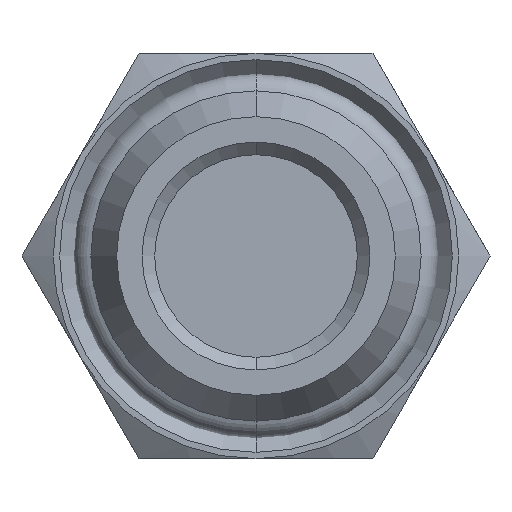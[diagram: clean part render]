
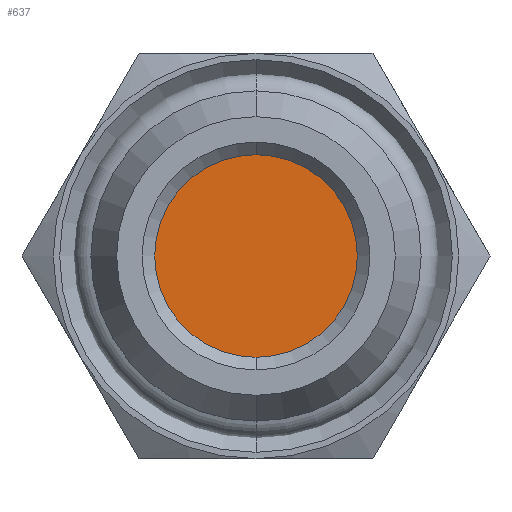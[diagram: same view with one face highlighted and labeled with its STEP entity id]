
A CAD part, front view. The second image highlights one B-rep face of the part: STEP entity #637.
In plain terms, the highlighted planar face has unit normal (0, -1, 0).
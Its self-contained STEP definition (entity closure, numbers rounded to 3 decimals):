
#27=PLANE('',#1365);
#112=FACE_OUTER_BOUND('',#196,.F.);
#196=EDGE_LOOP('',(#352,#353));
#352=ORIENTED_EDGE('',*,*,#970,.F.);
#353=ORIENTED_EDGE('',*,*,#969,.F.);
#637=ADVANCED_FACE('',(#112),#27,.T.);
#887=CIRCLE('',#1276,4.);
#888=CIRCLE('',#1277,4.);
#969=EDGE_CURVE('',#1218,#1217,#887,.T.);
#970=EDGE_CURVE('',#1217,#1218,#888,.T.);
#1217=VERTEX_POINT('',#1909);
#1218=VERTEX_POINT('',#1910);
#1276=AXIS2_PLACEMENT_3D('',#1939,#1461,#1462);
#1277=AXIS2_PLACEMENT_3D('',#1940,#1463,#1464);
#1365=AXIS2_PLACEMENT_3D('',#2282,#1693,#1694);
#1461=DIRECTION('',(0.,-1.,0.));
#1462=DIRECTION('',(0.,0.,-1.));
#1463=DIRECTION('',(0.,-1.,0.));
#1464=DIRECTION('',(0.,0.,1.));
#1693=DIRECTION('',(0.,-1.,0.));
#1694=DIRECTION('',(0.,0.,-1.));
#1909=CARTESIAN_POINT('',(0.,1.579,4.));
#1910=CARTESIAN_POINT('',(0.,1.579,-4.));
#1939=CARTESIAN_POINT('',(0.,1.579,0.));
#1940=CARTESIAN_POINT('',(0.,1.579,0.));
#2282=CARTESIAN_POINT('',(-4.359,1.579,4.4));
